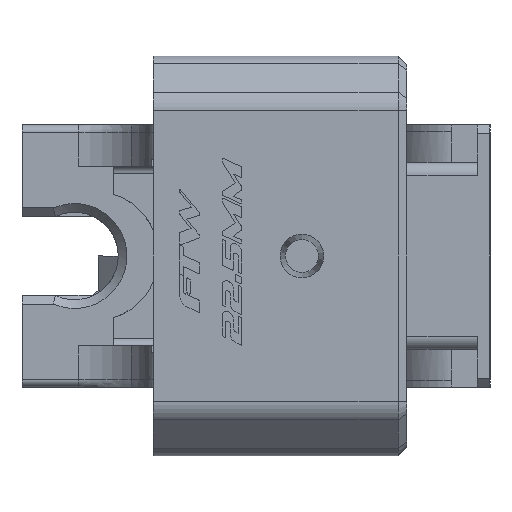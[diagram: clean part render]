
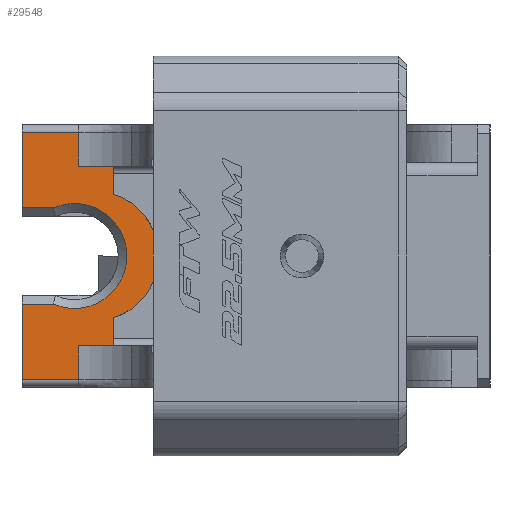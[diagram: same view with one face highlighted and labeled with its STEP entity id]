
A CAD part, left-side view. The second image highlights one B-rep face of the part: STEP entity #29548.
In plain terms, the highlighted planar face has unit normal (-1, 0, 0).
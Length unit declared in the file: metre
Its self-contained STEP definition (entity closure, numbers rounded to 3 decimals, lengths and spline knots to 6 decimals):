
#448=CIRCLE('',#31347,0.006);
#823=B_SPLINE_CURVE_WITH_KNOTS('',3,(#46663,#46664,#46665,#46666,#46667),
 .UNSPECIFIED.,.F.,.F.,(4,1,4),(0.,0.5,1.),.UNSPECIFIED.);
#824=B_SPLINE_CURVE_WITH_KNOTS('',3,(#46669,#46670,#46671,#46672,#46673),
 .UNSPECIFIED.,.F.,.F.,(4,1,4),(0.,0.5,1.),.UNSPECIFIED.);
#3685=ORIENTED_EDGE('',*,*,#11646,.T.);
#3686=ORIENTED_EDGE('',*,*,#11647,.T.);
#3687=ORIENTED_EDGE('',*,*,#11648,.T.);
#3688=ORIENTED_EDGE('',*,*,#11649,.F.);
#3689=ORIENTED_EDGE('',*,*,#11650,.T.);
#3690=ORIENTED_EDGE('',*,*,#11651,.T.);
#3691=ORIENTED_EDGE('',*,*,#11652,.F.);
#3692=ORIENTED_EDGE('',*,*,#11653,.T.);
#3693=ORIENTED_EDGE('',*,*,#11654,.T.);
#3694=ORIENTED_EDGE('',*,*,#11655,.T.);
#3695=ORIENTED_EDGE('',*,*,#11656,.F.);
#3696=ORIENTED_EDGE('',*,*,#11657,.T.);
#3697=ORIENTED_EDGE('',*,*,#11658,.T.);
#3698=ORIENTED_EDGE('',*,*,#11659,.T.);
#3699=ORIENTED_EDGE('',*,*,#11660,.F.);
#11646=EDGE_CURVE('',#15762,#15763,#18543,.T.);
#11647=EDGE_CURVE('',#15763,#15764,#18544,.T.);
#11648=EDGE_CURVE('',#15764,#15765,#18545,.T.);
#11649=EDGE_CURVE('',#15766,#15765,#18546,.T.);
#11650=EDGE_CURVE('',#15766,#15767,#823,.T.);
#11651=EDGE_CURVE('',#15767,#15768,#824,.T.);
#11652=EDGE_CURVE('',#15769,#15768,#18547,.T.);
#11653=EDGE_CURVE('',#15769,#15770,#18548,.T.);
#11654=EDGE_CURVE('',#15770,#15771,#18549,.T.);
#11655=EDGE_CURVE('',#15771,#15772,#18550,.T.);
#11656=EDGE_CURVE('',#15773,#15772,#18551,.T.);
#11657=EDGE_CURVE('',#15773,#15774,#18552,.T.);
#11658=EDGE_CURVE('',#15774,#15775,#448,.T.);
#11659=EDGE_CURVE('',#15775,#15776,#18553,.T.);
#11660=EDGE_CURVE('',#15762,#15776,#18554,.T.);
#15762=VERTEX_POINT('',#46655);
#15763=VERTEX_POINT('',#46656);
#15764=VERTEX_POINT('',#46658);
#15765=VERTEX_POINT('',#46660);
#15766=VERTEX_POINT('',#46662);
#15767=VERTEX_POINT('',#46668);
#15768=VERTEX_POINT('',#46674);
#15769=VERTEX_POINT('',#46676);
#15770=VERTEX_POINT('',#46678);
#15771=VERTEX_POINT('',#46680);
#15772=VERTEX_POINT('',#46682);
#15773=VERTEX_POINT('',#46684);
#15774=VERTEX_POINT('',#46686);
#15775=VERTEX_POINT('',#46688);
#15776=VERTEX_POINT('',#46690);
#18543=LINE('',#46654,#22325);
#18544=LINE('',#46657,#22326);
#18545=LINE('',#46659,#22327);
#18546=LINE('',#46661,#22328);
#18547=LINE('',#46675,#22329);
#18548=LINE('',#46677,#22330);
#18549=LINE('',#46679,#22331);
#18550=LINE('',#46681,#22332);
#18551=LINE('',#46683,#22333);
#18552=LINE('',#46685,#22334);
#18553=LINE('',#46689,#22335);
#18554=LINE('',#46691,#22336);
#22325=VECTOR('',#34854,1.);
#22326=VECTOR('',#34855,1.);
#22327=VECTOR('',#34856,1.);
#22328=VECTOR('',#34857,1.);
#22329=VECTOR('',#34858,1.);
#22330=VECTOR('',#34859,1.);
#22331=VECTOR('',#34860,1.);
#22332=VECTOR('',#34861,1.);
#22333=VECTOR('',#34862,1.);
#22334=VECTOR('',#34863,1.);
#22335=VECTOR('',#34866,1.);
#22336=VECTOR('',#34867,1.);
#25077=EDGE_LOOP('',(#3685,#3686,#3687,#3688,#3689,#3690,#3691,#3692,#3693,
#3694,#3695,#3696,#3697,#3698,#3699));
#26718=FACE_BOUND('',#25077,.T.);
#28127=PLANE('',#31346);
#29548=ADVANCED_FACE('',(#26718),#28127,.T.);
#31346=AXIS2_PLACEMENT_3D('',#46653,#34852,#34853);
#31347=AXIS2_PLACEMENT_3D('',#46687,#34864,#34865);
#34852=DIRECTION('',(-1.,0.,0.));
#34853=DIRECTION('',(0.,-1.,0.));
#34854=DIRECTION('',(0.,-1.,0.));
#34855=DIRECTION('',(0.,0.,1.));
#34856=DIRECTION('',(0.,-1.,0.));
#34857=DIRECTION('',(0.,0.,-1.));
#34858=DIRECTION('',(0.,0.,-1.));
#34859=DIRECTION('',(0.,1.,0.));
#34860=DIRECTION('',(0.,0.,1.));
#34861=DIRECTION('',(0.,1.,0.));
#34862=DIRECTION('',(0.,0.,1.));
#34863=DIRECTION('',(0.,-1.,0.));
#34864=DIRECTION('',(1.,0.,0.));
#34865=DIRECTION('',(0.,-1.,0.));
#34866=DIRECTION('',(0.,1.,0.));
#34867=DIRECTION('',(0.,0.,1.));
#46653=CARTESIAN_POINT('',(0.054306,0.01769,0.));
#46654=CARTESIAN_POINT('',(0.054306,0.01769,-0.0141));
#46655=CARTESIAN_POINT('',(0.054306,0.042,-0.0141));
#46656=CARTESIAN_POINT('',(0.054306,0.035521,-0.0141));
#46657=CARTESIAN_POINT('',(0.054306,0.035521,0.));
#46658=CARTESIAN_POINT('',(0.054306,0.035521,-0.010275));
#46659=CARTESIAN_POINT('',(0.054306,0.07903,-0.010275));
#46660=CARTESIAN_POINT('',(0.054306,0.031564,-0.010275));
#46661=CARTESIAN_POINT('',(0.054306,0.031564,0.022351));
#46662=CARTESIAN_POINT('',(0.054306,0.031564,-0.007042));
#46663=CARTESIAN_POINT('',(0.054306,0.031564,-0.007042));
#46664=CARTESIAN_POINT('',(0.054306,0.030064,-0.006606));
#46665=CARTESIAN_POINT('',(0.054306,0.027392,-0.004696));
#46666=CARTESIAN_POINT('',(0.054306,0.026384,-0.00157));
#46667=CARTESIAN_POINT('',(0.054306,0.026384,0.));
#46668=CARTESIAN_POINT('',(0.054306,0.026384,0.));
#46669=CARTESIAN_POINT('',(0.054306,0.026384,0.));
#46670=CARTESIAN_POINT('',(0.054306,0.026384,0.001565));
#46671=CARTESIAN_POINT('',(0.054306,0.027379,0.004677));
#46672=CARTESIAN_POINT('',(0.054306,0.030057,0.006604));
#46673=CARTESIAN_POINT('',(0.054306,0.031564,0.007042));
#46674=CARTESIAN_POINT('',(0.054306,0.031564,0.007042));
#46675=CARTESIAN_POINT('',(0.054306,0.031564,0.022351));
#46676=CARTESIAN_POINT('',(0.054306,0.031564,0.010275));
#46677=CARTESIAN_POINT('',(0.054306,0.07903,0.010275));
#46678=CARTESIAN_POINT('',(0.054306,0.035521,0.010275));
#46679=CARTESIAN_POINT('',(0.054306,0.035521,0.));
#46680=CARTESIAN_POINT('',(0.054306,0.035521,0.0141));
#46681=CARTESIAN_POINT('',(0.054306,0.042,0.0141));
#46682=CARTESIAN_POINT('',(0.054306,0.042,0.0141));
#46683=CARTESIAN_POINT('',(0.054306,0.042,0.));
#46684=CARTESIAN_POINT('',(0.054306,0.042,0.0055));
#46685=CARTESIAN_POINT('',(0.054306,0.039969,0.0055));
#46686=CARTESIAN_POINT('',(0.054306,0.038398,0.0055));
#46687=CARTESIAN_POINT('',(0.054306,0.036,0.));
#46688=CARTESIAN_POINT('',(0.054306,0.038398,-0.0055));
#46689=CARTESIAN_POINT('',(0.054306,0.01769,-0.0055));
#46690=CARTESIAN_POINT('',(0.054306,0.042,-0.0055));
#46691=CARTESIAN_POINT('',(0.054306,0.042,0.));
